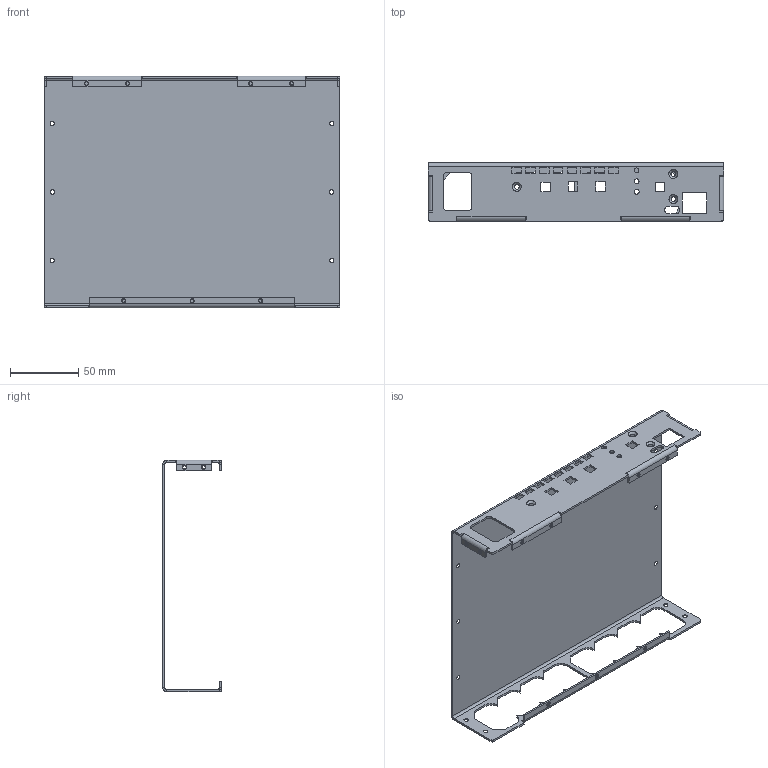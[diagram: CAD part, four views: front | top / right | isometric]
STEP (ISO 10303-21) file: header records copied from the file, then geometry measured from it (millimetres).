
FILE_DESCRIPTION(/* description */ (''),/* implementation_level */ '2;1');
FILE_NAME(/* name */ 'ENERGIS- Sheetmetal Enclosure-Top.step',/* time_stamp */ '2025-09-25T16:49:42+02:00',/* author */ (''),/* organization */ (''),/* preprocessor_version */ 'ST-DEVELOPER v20.1',/* originating_system */ 'Autodesk Translation Framework v14.17.0.0',/* authorisation */ '');
FILE_SCHEMA (('AUTOMOTIVE_DESIGN { 1 0 10303 214 3 1 1 }'));
Length unit declared in the file: millimetre
Products named in the file (2): ENERGIS- Sheetmetal Enclosure; Top
Assembly tree (1 placements, depth 2):
  ENERGIS- Sheetmetal Enclosure
    Top
Bounding box: 216.21 x 42.7 x 169.21 mm (x, y, z)
Volume: 72102.2 mm3; surface area: 99880.2 mm2
Topology: 1 solids, 1 shells, 367 faces, 1039 edges, 674 vertices
Faces by surface type: plane 175, cylinder 141, bspline 51
Full cylindrical faces by diameter (mm): 2.529 x22, 3.5 x3
Entity records: 22226 total; most frequent: CARTESIAN_POINT 13012, ORIENTED_EDGE 2078, DIRECTION 1564, EDGE_CURVE 1039, VERTEX_POINT 674, LINE 598, VECTOR 598, AXIS2_PLACEMENT_3D 483
